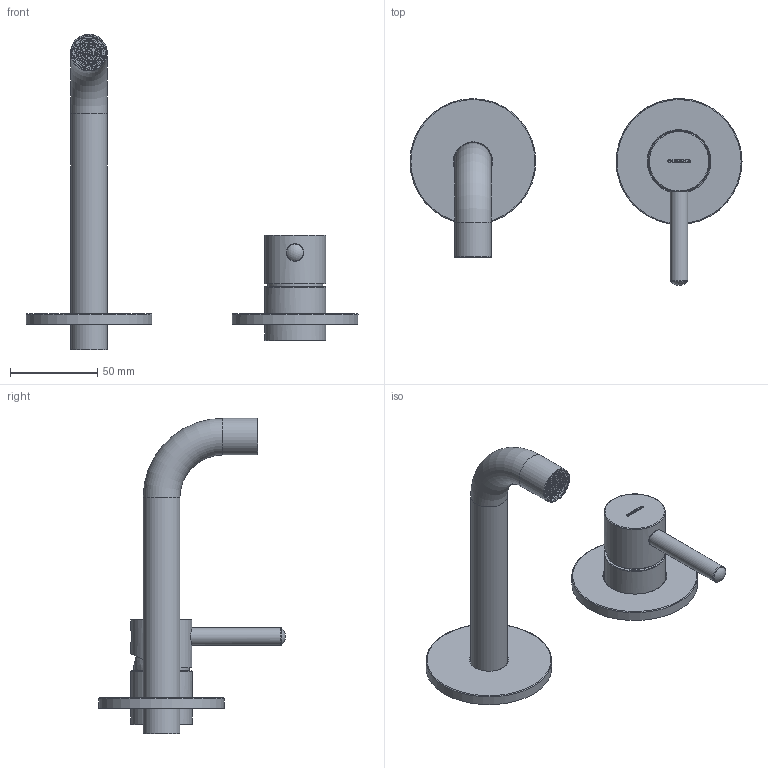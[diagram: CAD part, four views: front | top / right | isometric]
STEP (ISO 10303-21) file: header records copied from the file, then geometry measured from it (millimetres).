
FILE_DESCRIPTION(/* description */ (''),/* implementation_level */ '2;1');
FILE_NAME(/* name */ 'f2e9c8c3-0fe9-4456-bf15-d825947c34ea.stp',/* time_stamp */ '2019-11-26T11:05:47+00:00',/* author */ (''),/* organization */ (''),/* preprocessor_version */ 'ST-DEVELOPER v18',/* originating_system */ 'Autodesk Translation Framework v8.12.0.6',/* authorisation */ '');
FILE_SCHEMA (('AUTOMOTIVE_DESIGN { 1 0 10303 214 3 1 1 }'));
Length unit declared in the file: millimetre
Products named in the file (2): !Y1215H; LOGO NOWE
Assembly tree (1 placements, depth 2):
  !Y1215H
    LOGO NOWE
Bounding box: 190 x 106.91 x 180.5 mm (x, y, z)
Volume: 152872.3 mm3; surface area: 54160.3 mm2
Topology: 20 solids, 20 shells, 985 faces, 3037 edges, 2046 vertices
Faces by surface type: plane 750, cylinder 153, bspline 48, torus 22, cone 10, sphere 2
Full cylindrical faces by diameter (mm): 0.4 x4, 1.2 x1, 3.7 x1, 5.8 x2, 7.8 x1, 8 x1, 10 x2, 13 x1, 13.8 x1, 14.1 x1, 14.8 x1, 16.3 x1, 16.5 x1, 17 x1, 17.2 x1, 18 x1, 18.3 x3, 18.6 x2, 18.8 x1, 21 x2, 21.5 x2, 25.3 x1, 28.5 x1, 35 x2, 35.5 x2, 38 x1, 41 x1, 68 x2, 69.5 x2, 72 x2
Entity records: 38740 total; most frequent: CARTESIAN_POINT 10843, ORIENTED_EDGE 6074, DIRECTION 5436, EDGE_CURVE 3037, LINE 2274, VECTOR 2274, VERTEX_POINT 2046, AXIS2_PLACEMENT_3D 1581
